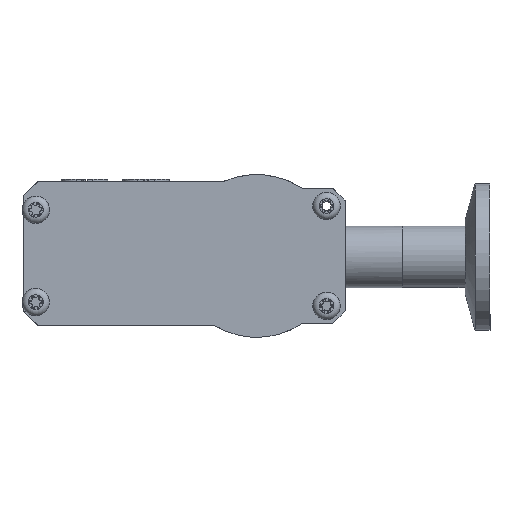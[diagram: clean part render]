
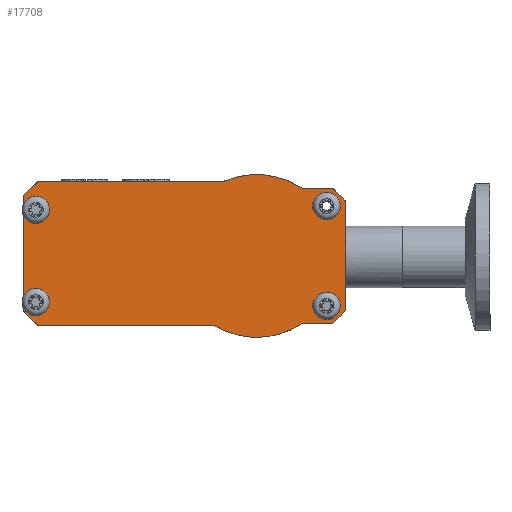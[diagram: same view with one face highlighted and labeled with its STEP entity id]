
A CAD part, left-side view. The second image highlights one B-rep face of the part: STEP entity #17708.
In plain terms, the highlighted planar face has unit normal (-1, 0, 0).
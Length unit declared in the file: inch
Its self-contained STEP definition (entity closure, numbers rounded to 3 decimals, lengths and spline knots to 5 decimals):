
#82 = AXIS2_PLACEMENT_3D ( 'NONE', #25027, #11486, #27301 ) ;
#97 = DIRECTION ( 'NONE',  ( 0., -0.707, 0.707 ) ) ;
#287 = VERTEX_POINT ( 'NONE', #1849 ) ;
#452 = CARTESIAN_POINT ( 'NONE',  ( -2.06, 1.772, -0.37 ) ) ;
#673 = EDGE_CURVE ( 'NONE', #1191, #22584, #6606, .T. ) ;
#684 = VECTOR ( 'NONE', #1914, 39.37008 ) ;
#1191 = VERTEX_POINT ( 'NONE', #21275 ) ;
#1270 = PLANE ( 'NONE',  #25842 ) ;
#1467 = DIRECTION ( 'NONE',  ( -1., 0., 0. ) ) ;
#1849 = CARTESIAN_POINT ( 'NONE',  ( -2.06, 0.25843, 0.6 ) ) ;
#1914 = DIRECTION ( 'NONE',  ( 0., -1., 0. ) ) ;
#2128 = ORIENTED_EDGE ( 'NONE', *, *, #20683, .T. ) ;
#2215 = FACE_BOUND ( 'NONE', #8625, .T. ) ;
#2297 = DIRECTION ( 'NONE',  ( -1., 0., 0. ) ) ;
#2757 = DIRECTION ( 'NONE',  ( 0., 0., -1. ) ) ;
#3567 = CARTESIAN_POINT ( 'NONE',  ( -2.06, 1.752, -0.56 ) ) ;
#3885 = VERTEX_POINT ( 'NONE', #4165 ) ;
#3976 = EDGE_CURVE ( 'NONE', #24298, #24298, #22369, .T. ) ;
#4165 = CARTESIAN_POINT ( 'NONE',  ( -2.06, -0.36427, -0.54 ) ) ;
#4240 = CARTESIAN_POINT ( 'NONE',  ( -2.06, -0.36427, -0.54 ) ) ;
#4281 = AXIS2_PLACEMENT_3D ( 'NONE', #25333, #11780, #27590 ) ;
#4714 = AXIS2_PLACEMENT_3D ( 'NONE', #452, #16283, #2757 ) ;
#5154 = VERTEX_POINT ( 'NONE', #18772 ) ;
#5307 = CARTESIAN_POINT ( 'NONE',  ( -2.06, -0.558, 0.46 ) ) ;
#5412 = VECTOR ( 'NONE', #11643, 39.37008 ) ;
#5465 = VECTOR ( 'NONE', #11281, 39.37008 ) ;
#5663 = LINE ( 'NONE', #4240, #16242 ) ;
#5771 = AXIS2_PLACEMENT_3D ( 'NONE', #15835, #2297, #18126 ) ;
#5978 = EDGE_CURVE ( 'NONE', #20254, #3885, #25693, .T. ) ;
#6010 = CARTESIAN_POINT ( 'NONE',  ( -2.06, 1.872, 0. ) ) ;
#6071 = VERTEX_POINT ( 'NONE', #12735 ) ;
#6166 = CARTESIAN_POINT ( 'NONE',  ( -2.06, -0.708, -0.44 ) ) ;
#6416 = AXIS2_PLACEMENT_3D ( 'NONE', #12347, #28167, #14620 ) ;
#6479 = ORIENTED_EDGE ( 'NONE', *, *, #25753, .T. ) ;
#6606 = LINE ( 'NONE', #6166, #29247 ) ;
#7377 = DIRECTION ( 'NONE',  ( 0., 1., 0. ) ) ;
#7606 = EDGE_LOOP ( 'NONE', ( #6479, #27408, #25335, #12404, #13648, #15626, #21310, #10149, #28600, #24231, #2128, #20917 ) ) ;
#7741 = EDGE_CURVE ( 'NONE', #16842, #16842, #28417, .T. ) ;
#7814 = VECTOR ( 'NONE', #23911, 39.37008 ) ;
#8625 = EDGE_LOOP ( 'NONE', ( #27684 ) ) ;
#8794 = CARTESIAN_POINT ( 'NONE',  ( -2.06, -0.608, -0.54 ) ) ;
#8862 = EDGE_CURVE ( 'NONE', #3885, #22976, #5663, .T. ) ;
#8948 = FACE_OUTER_BOUND ( 'NONE', #7606, .T. ) ;
#9035 = VERTEX_POINT ( 'NONE', #5307 ) ;
#10038 = ORIENTED_EDGE ( 'NONE', *, *, #15952, .F. ) ;
#10149 = ORIENTED_EDGE ( 'NONE', *, *, #18355, .T. ) ;
#10261 = VERTEX_POINT ( 'NONE', #23561 ) ;
#10775 = DIRECTION ( 'NONE',  ( -1., 0., 0. ) ) ;
#11281 = DIRECTION ( 'NONE',  ( 0., 1., 0. ) ) ;
#11306 = CIRCLE ( 'NONE', #4281, 0.6525 ) ;
#11486 = DIRECTION ( 'NONE',  ( -1., 0., 0. ) ) ;
#11527 = LINE ( 'NONE', #11852, #16808 ) ;
#11643 = DIRECTION ( 'NONE',  ( 0., 0.707, -0.707 ) ) ;
#11779 = EDGE_LOOP ( 'NONE', ( #18159 ) ) ;
#11780 = DIRECTION ( 'NONE',  ( -1., 0., 0. ) ) ;
#11852 = CARTESIAN_POINT ( 'NONE',  ( -2.06, -0.43639, 0.54 ) ) ;
#12220 = EDGE_CURVE ( 'NONE', #6071, #10261, #11527, .T. ) ;
#12347 = CARTESIAN_POINT ( 'NONE',  ( -2.06, 0.002, 0. ) ) ;
#12404 = ORIENTED_EDGE ( 'NONE', *, *, #23016, .T. ) ;
#12735 = CARTESIAN_POINT ( 'NONE',  ( -2.06, -0.608, 0.54 ) ) ;
#12801 = VERTEX_POINT ( 'NONE', #16031 ) ;
#12842 = EDGE_LOOP ( 'NONE', ( #10038 ) ) ;
#13468 = VERTEX_POINT ( 'NONE', #3567 ) ;
#13558 = LINE ( 'NONE', #13666, #25627 ) ;
#13648 = ORIENTED_EDGE ( 'NONE', *, *, #23759, .T. ) ;
#13666 = CARTESIAN_POINT ( 'NONE',  ( -2.06, -0.708, -0.44 ) ) ;
#14268 = FACE_BOUND ( 'NONE', #11779, .T. ) ;
#14620 = DIRECTION ( 'NONE',  ( 0., 0., -1. ) ) ;
#15017 = CARTESIAN_POINT ( 'NONE',  ( -2.06, 0.002, 0. ) ) ;
#15452 = CARTESIAN_POINT ( 'NONE',  ( -2.06, 0.3369, -0.56 ) ) ;
#15626 = ORIENTED_EDGE ( 'NONE', *, *, #23421, .T. ) ;
#15660 = VERTEX_POINT ( 'NONE', #28774 ) ;
#15768 = CARTESIAN_POINT ( 'NONE',  ( -2.06, 1.772, 0.43 ) ) ;
#15835 = CARTESIAN_POINT ( 'NONE',  ( -2.06, -0.558, 0.4 ) ) ;
#15952 = EDGE_CURVE ( 'NONE', #5154, #5154, #24334, .T. ) ;
#16031 = CARTESIAN_POINT ( 'NONE',  ( -2.06, 1.752, 0.6 ) ) ;
#16242 = VECTOR ( 'NONE', #29049, 39.37008 ) ;
#16283 = DIRECTION ( 'NONE',  ( -1., 0., 0. ) ) ;
#16808 = VECTOR ( 'NONE', #7377, 39.37008 ) ;
#16842 = VERTEX_POINT ( 'NONE', #15768 ) ;
#17282 = DIRECTION ( 'NONE',  ( 0., 0., 1. ) ) ;
#17708 = ADVANCED_FACE ( 'NONE', ( #2215, #19579, #8948, #14268, #25599 ), #1270, .T. ) ;
#17946 = CARTESIAN_POINT ( 'NONE',  ( -2.06, -0.708, 0.44 ) ) ;
#17976 = CARTESIAN_POINT ( 'NONE',  ( -2.06, -0.558, -0.46 ) ) ;
#18039 = LINE ( 'NONE', #15452, #684 ) ;
#18126 = DIRECTION ( 'NONE',  ( 0., 0., 1. ) ) ;
#18159 = ORIENTED_EDGE ( 'NONE', *, *, #18455, .F. ) ;
#18355 = EDGE_CURVE ( 'NONE', #13468, #20254, #18039, .T. ) ;
#18455 = EDGE_CURVE ( 'NONE', #9035, #9035, #19796, .T. ) ;
#18772 = CARTESIAN_POINT ( 'NONE',  ( -2.06, 1.772, -0.43 ) ) ;
#19563 = DIRECTION ( 'NONE',  ( 0., 0., -1. ) ) ;
#19579 = FACE_BOUND ( 'NONE', #20184, .T. ) ;
#19796 = CIRCLE ( 'NONE', #5771, 0.06 ) ;
#20108 = CARTESIAN_POINT ( 'NONE',  ( -2.06, -0.708, 0.44 ) ) ;
#20184 = EDGE_LOOP ( 'NONE', ( #21724 ) ) ;
#20254 = VERTEX_POINT ( 'NONE', #22894 ) ;
#20616 = LINE ( 'NONE', #6010, #26670 ) ;
#20683 = EDGE_CURVE ( 'NONE', #22976, #1191, #13558, .T. ) ;
#20917 = ORIENTED_EDGE ( 'NONE', *, *, #673, .T. ) ;
#21275 = CARTESIAN_POINT ( 'NONE',  ( -2.06, -0.708, -0.44 ) ) ;
#21308 = AXIS2_PLACEMENT_3D ( 'NONE', #24312, #10775, #26601 ) ;
#21310 = ORIENTED_EDGE ( 'NONE', *, *, #28207, .T. ) ;
#21615 = CARTESIAN_POINT ( 'NONE',  ( -2.06, 1.752, -0.56 ) ) ;
#21724 = ORIENTED_EDGE ( 'NONE', *, *, #7741, .F. ) ;
#21986 = DIRECTION ( 'NONE',  ( 0., 0., 1. ) ) ;
#22369 = CIRCLE ( 'NONE', #82, 0.06 ) ;
#22396 = DIRECTION ( 'NONE',  ( 0., 0.707, 0.707 ) ) ;
#22584 = VERTEX_POINT ( 'NONE', #17946 ) ;
#22777 = VERTEX_POINT ( 'NONE', #25952 ) ;
#22788 = LINE ( 'NONE', #24839, #5465 ) ;
#22894 = CARTESIAN_POINT ( 'NONE',  ( -2.06, 0.3369, -0.56 ) ) ;
#22976 = VERTEX_POINT ( 'NONE', #8794 ) ;
#23016 = EDGE_CURVE ( 'NONE', #287, #12801, #22788, .T. ) ;
#23421 = EDGE_CURVE ( 'NONE', #22777, #15660, #20616, .T. ) ;
#23472 = LINE ( 'NONE', #25190, #5412 ) ;
#23561 = CARTESIAN_POINT ( 'NONE',  ( -2.06, -0.36427, 0.54 ) ) ;
#23585 = VECTOR ( 'NONE', #22396, 39.37008 ) ;
#23759 = EDGE_CURVE ( 'NONE', #12801, #22777, #23472, .T. ) ;
#23911 = DIRECTION ( 'NONE',  ( 0., -0.707, -0.707 ) ) ;
#24231 = ORIENTED_EDGE ( 'NONE', *, *, #8862, .T. ) ;
#24297 = LINE ( 'NONE', #20108, #23585 ) ;
#24298 = VERTEX_POINT ( 'NONE', #17976 ) ;
#24312 = CARTESIAN_POINT ( 'NONE',  ( -2.06, 1.772, 0.37 ) ) ;
#24334 = CIRCLE ( 'NONE', #4714, 0.06 ) ;
#24793 = EDGE_CURVE ( 'NONE', #10261, #287, #11306, .T. ) ;
#24839 = CARTESIAN_POINT ( 'NONE',  ( -2.06, 0.25843, 0.6 ) ) ;
#25027 = CARTESIAN_POINT ( 'NONE',  ( -2.06, -0.558, -0.4 ) ) ;
#25190 = CARTESIAN_POINT ( 'NONE',  ( -2.06, 1.752, 0.6 ) ) ;
#25333 = CARTESIAN_POINT ( 'NONE',  ( -2.06, 0.002, 0. ) ) ;
#25335 = ORIENTED_EDGE ( 'NONE', *, *, #24793, .T. ) ;
#25599 = FACE_BOUND ( 'NONE', #12842, .T. ) ;
#25627 = VECTOR ( 'NONE', #97, 39.37008 ) ;
#25693 = CIRCLE ( 'NONE', #6416, 0.6525 ) ;
#25753 = EDGE_CURVE ( 'NONE', #22584, #6071, #24297, .T. ) ;
#25842 = AXIS2_PLACEMENT_3D ( 'NONE', #15017, #1467, #17282 ) ;
#25894 = LINE ( 'NONE', #21615, #7814 ) ;
#25952 = CARTESIAN_POINT ( 'NONE',  ( -2.06, 1.872, 0.48 ) ) ;
#26601 = DIRECTION ( 'NONE',  ( 0., 0., 1. ) ) ;
#26670 = VECTOR ( 'NONE', #19563, 39.37008 ) ;
#27301 = DIRECTION ( 'NONE',  ( 0., 0., -1. ) ) ;
#27408 = ORIENTED_EDGE ( 'NONE', *, *, #12220, .T. ) ;
#27590 = DIRECTION ( 'NONE',  ( 0., 0., 1. ) ) ;
#27684 = ORIENTED_EDGE ( 'NONE', *, *, #3976, .F. ) ;
#28167 = DIRECTION ( 'NONE',  ( -1., 0., 0. ) ) ;
#28207 = EDGE_CURVE ( 'NONE', #15660, #13468, #25894, .T. ) ;
#28417 = CIRCLE ( 'NONE', #21308, 0.06 ) ;
#28600 = ORIENTED_EDGE ( 'NONE', *, *, #5978, .T. ) ;
#28774 = CARTESIAN_POINT ( 'NONE',  ( -2.06, 1.872, -0.44 ) ) ;
#29049 = DIRECTION ( 'NONE',  ( 0., -1., 0. ) ) ;
#29247 = VECTOR ( 'NONE', #21986, 39.37008 ) ;
